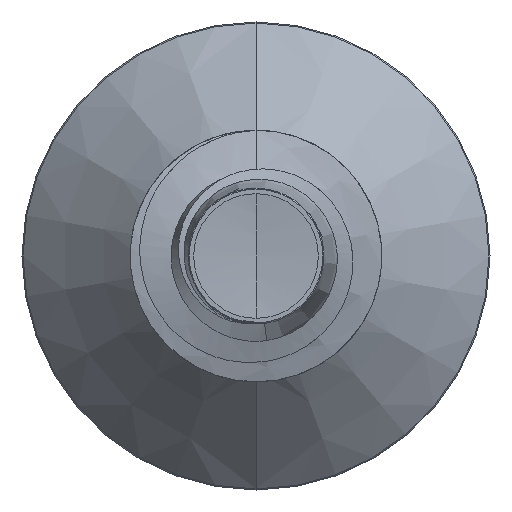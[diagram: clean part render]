
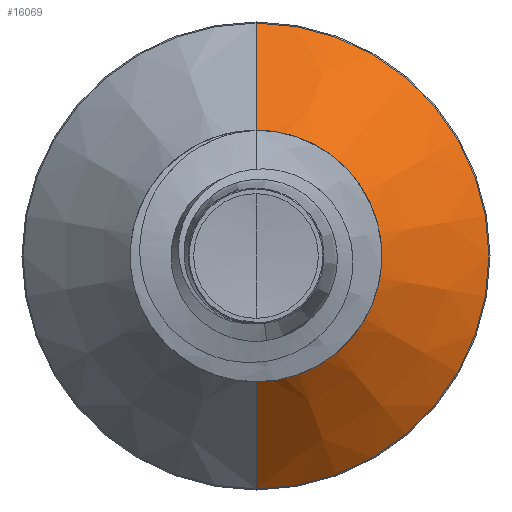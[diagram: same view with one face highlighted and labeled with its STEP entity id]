
A CAD part, front view. The second image highlights one B-rep face of the part: STEP entity #16069.
In plain terms, the highlighted conical face has half-angle 45 degrees and reference radius 2.301 mm.
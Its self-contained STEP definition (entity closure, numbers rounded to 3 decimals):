
#3 = DIRECTION ( 'NONE',  ( 0., 0., 1. ) ) ;
#10 = DIRECTION ( 'NONE',  ( 0., 1., 0. ) ) ;
#33 = CARTESIAN_POINT ( 'NONE',  ( 0., 14.401, 0. ) ) ;
#114 = ORIENTED_EDGE ( 'NONE', *, *, #15395, .T. ) ;
#602 = ORIENTED_EDGE ( 'NONE', *, *, #15896, .F. ) ;
#952 = ORIENTED_EDGE ( 'NONE', *, *, #2835, .F. ) ;
#2835 = EDGE_CURVE ( 'NONE', #16912, #13533, #7821, .T. ) ;
#2880 = ORIENTED_EDGE ( 'NONE', *, *, #14749, .T. ) ;
#3546 = VECTOR ( 'NONE', #14709, 1000. ) ;
#3641 = AXIS2_PLACEMENT_3D ( 'NONE', #33, #10, #3 ) ;
#3821 = LINE ( 'NONE', #8955, #4364 ) ;
#4364 = VECTOR ( 'NONE', #5953, 1000. ) ;
#4616 = CIRCLE ( 'NONE', #7423, 4.628 ) ;
#5740 = CARTESIAN_POINT ( 'NONE',  ( 0., 14.401, -2.301 ) ) ;
#5953 = DIRECTION ( 'NONE',  ( 0., 0.707, -0.707 ) ) ;
#7406 = CARTESIAN_POINT ( 'NONE',  ( 0., 14.401, 0. ) ) ;
#7423 = AXIS2_PLACEMENT_3D ( 'NONE', #9714, #17120, #11071 ) ;
#7821 = LINE ( 'NONE', #16562, #3546 ) ;
#7865 = CARTESIAN_POINT ( 'NONE',  ( 0., 16.728, 4.628 ) ) ;
#8783 = DIRECTION ( 'NONE',  ( 0., 1., 0. ) ) ;
#8955 = CARTESIAN_POINT ( 'NONE',  ( 0., 14.401, -2.301 ) ) ;
#9714 = CARTESIAN_POINT ( 'NONE',  ( 0., 16.728, 0. ) ) ;
#10618 = CONICAL_SURFACE ( 'NONE', #13542, 2.301, 0.785 ) ;
#11071 = DIRECTION ( 'NONE',  ( 0., 0., 1. ) ) ;
#12015 = VERTEX_POINT ( 'NONE', #13429 ) ;
#13429 = CARTESIAN_POINT ( 'NONE',  ( 0., 16.728, -4.628 ) ) ;
#13533 = VERTEX_POINT ( 'NONE', #7865 ) ;
#13542 = AXIS2_PLACEMENT_3D ( 'NONE', #7406, #8783, #15884 ) ;
#14511 = CIRCLE ( 'NONE', #3641, 2.301 ) ;
#14709 = DIRECTION ( 'NONE',  ( 0., 0.707, 0.707 ) ) ;
#14749 = EDGE_CURVE ( 'NONE', #16912, #16502, #14511, .T. ) ;
#15395 = EDGE_CURVE ( 'NONE', #16502, #12015, #3821, .T. ) ;
#15506 = CARTESIAN_POINT ( 'NONE',  ( 0., 14.401, 2.301 ) ) ;
#15884 = DIRECTION ( 'NONE',  ( 0., 0., 1. ) ) ;
#15896 = EDGE_CURVE ( 'NONE', #13533, #12015, #4616, .T. ) ;
#16069 = ADVANCED_FACE ( 'NONE', ( #16672 ), #10618, .T. ) ;
#16176 = EDGE_LOOP ( 'NONE', ( #2880, #114, #602, #952 ) ) ;
#16502 = VERTEX_POINT ( 'NONE', #5740 ) ;
#16562 = CARTESIAN_POINT ( 'NONE',  ( 0., 14.401, 2.301 ) ) ;
#16672 = FACE_OUTER_BOUND ( 'NONE', #16176, .T. ) ;
#16912 = VERTEX_POINT ( 'NONE', #15506 ) ;
#17120 = DIRECTION ( 'NONE',  ( 0., 1., 0. ) ) ;
